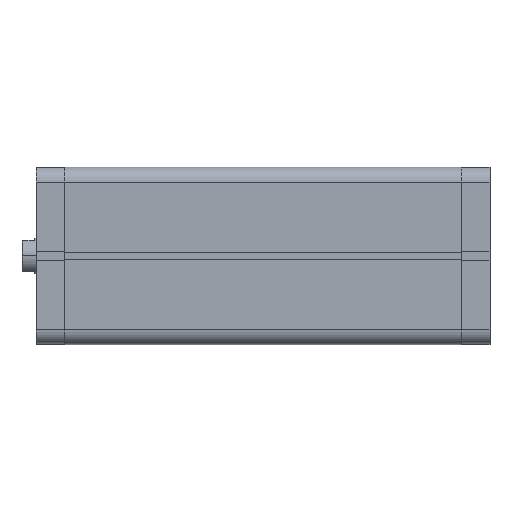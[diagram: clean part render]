
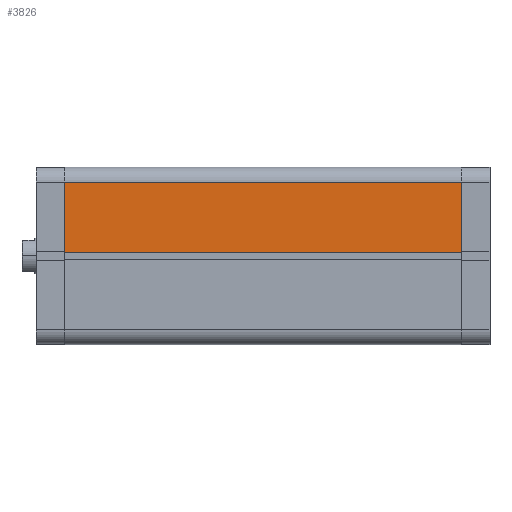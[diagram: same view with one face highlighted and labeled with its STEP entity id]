
A CAD part, top view. The second image highlights one B-rep face of the part: STEP entity #3826.
In plain terms, the highlighted face is planar.
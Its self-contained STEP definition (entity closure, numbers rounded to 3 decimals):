
#84 = EDGE_LOOP ( 'NONE', ( #856, #877, #826, #845 ) ) ;
#826 = ORIENTED_EDGE ( 'NONE', *, *, #6193, .T. ) ;
#845 = ORIENTED_EDGE ( 'NONE', *, *, #6248, .T. ) ;
#856 = ORIENTED_EDGE ( 'NONE', *, *, #6365, .F. ) ;
#877 = ORIENTED_EDGE ( 'NONE', *, *, #6406, .F. ) ;
#1036 = VERTEX_POINT ( 'NONE', #1376 ) ;
#1128 = VERTEX_POINT ( 'NONE', #1468 ) ;
#1131 = VERTEX_POINT ( 'NONE', #1471 ) ;
#1184 = VERTEX_POINT ( 'NONE', #1524 ) ;
#1376 = CARTESIAN_POINT ( 'NONE',  ( -2.6, 62., -277.5 ) ) ;
#1468 = CARTESIAN_POINT ( 'NONE',  ( -51.5, 62., -277.5 ) ) ;
#1471 = CARTESIAN_POINT ( 'NONE',  ( -51.5, 62., 0. ) ) ;
#1524 = CARTESIAN_POINT ( 'NONE',  ( -2.6, 62., 0. ) ) ;
#1893 = CARTESIAN_POINT ( 'NONE',  ( -51.5, 62., -277.5 ) ) ;
#1894 = PLANE ( 'NONE',  #6576 ) ;
#1896 = DIRECTION ( 'NONE',  ( 0., 1., 0. ) ) ;
#1897 = DIRECTION ( 'NONE',  ( 0., 0., 1. ) ) ;
#2311 = CARTESIAN_POINT ( 'NONE',  ( -2.6, 62., -277.5 ) ) ;
#2315 = DIRECTION ( 'NONE',  ( 0., 0., 1. ) ) ;
#3079 = FACE_OUTER_BOUND ( 'NONE', #84, .T. ) ;
#3670 = LINE ( 'NONE', #5019, #3682 ) ;
#3682 = VECTOR ( 'NONE', #5022, 1000. ) ;
#3826 = ADVANCED_FACE ( 'NONE', ( #3079 ), #1894, .T. ) ;
#5019 = CARTESIAN_POINT ( 'NONE',  ( -51.5, 62., -277.5 ) ) ;
#5022 = DIRECTION ( 'NONE',  ( -1., 0., 0. ) ) ;
#5148 = CARTESIAN_POINT ( 'NONE',  ( -51.5, 62., -277.5 ) ) ;
#5151 = DIRECTION ( 'NONE',  ( 0., 0., 1. ) ) ;
#5445 = CARTESIAN_POINT ( 'NONE',  ( -51.5, 62., 0. ) ) ;
#5446 = DIRECTION ( 'NONE',  ( -1., 0., 0. ) ) ;
#5545 = LINE ( 'NONE', #5148, #5552 ) ;
#5552 = VECTOR ( 'NONE', #5151, 1000. ) ;
#5726 = LINE ( 'NONE', #5445, #5727 ) ;
#5727 = VECTOR ( 'NONE', #5446, 1000. ) ;
#5788 = LINE ( 'NONE', #2311, #5801 ) ;
#5801 = VECTOR ( 'NONE', #2315, 1000. ) ;
#6193 = EDGE_CURVE ( 'NONE', #1036, #1128, #3670, .T. ) ;
#6248 = EDGE_CURVE ( 'NONE', #1128, #1131, #5545, .T. ) ;
#6365 = EDGE_CURVE ( 'NONE', #1184, #1131, #5726, .T. ) ;
#6406 = EDGE_CURVE ( 'NONE', #1036, #1184, #5788, .T. ) ;
#6576 = AXIS2_PLACEMENT_3D ( 'NONE', #1893, #1896, #1897 ) ;
